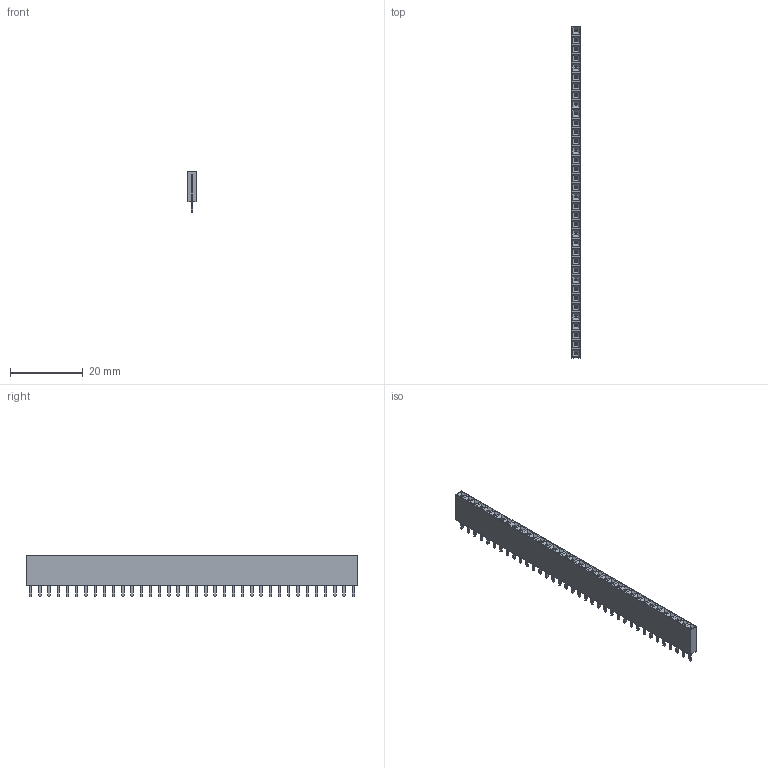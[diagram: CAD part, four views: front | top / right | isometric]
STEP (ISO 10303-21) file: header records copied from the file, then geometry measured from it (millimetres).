
FILE_DESCRIPTION(('FreeCAD Model'),'2;1');
FILE_NAME('Open CASCADE Shape Model','2023-05-12T03:20:10',( 'kicad StepUp'),('ksu MCAD'),'Open CASCADE STEP processor 7.6', 'FreeCAD','Unknown');
FILE_SCHEMA(('AUTOMOTIVE_DESIGN { 1 0 10303 214 1 1 1 1 }'));
Length unit declared in the file: millimetre
Products named in the file (38): Female_Header_1x36_P2.54_H8.5_straight; Pin_One035; Epoxy_Body035; Body678; Body679; Body680; Body681; Body682; Body683; Body684; Body685; Body686; Body675; Body687; Body688; Body689; Body690; Body691; Body692; Body693; Body694; Body695; Body696; Body697; Body698; Body699; Body700; Body701; Body702; Body703; Body704; Body705; Body706; Body707; Body708; Body709; Body710; Body711
Assembly tree (37 placements, depth 2):
  Female_Header_1x36_P2.54_H8.5_straight
    Pin_One035
    Epoxy_Body035
    Body678
    Body679
    Body680
    Body681
    Body682
    Body683
    Body684
    Body685
    Body686
    Body675
    Body687
    Body688
    Body689
    Body690
    Body691
    Body692
    Body693
    Body694
    Body695
    Body696
    Body697
    Body698
    Body699
    Body700
    Body701
    Body702
    Body703
    Body704
    Body705
    Body706
    Body707
    Body708
    Body709
    Body710
    Body711
Bounding box: 2.5 x 91.44 x 11.5 mm (x, y, z)
Volume: 1681.6 mm3; surface area: 4866 mm2
Topology: 37 solids, 37 shells, 1452 faces, 4062 edges, 2684 vertices
Faces by surface type: plane 1054, cylinder 254, bspline 144
Entity records: 47127 total; most frequent: CARTESIAN_POINT 8812, ORIENTED_EDGE 8124, DIRECTION 7190, EDGE_CURVE 4062, LINE 3338, VECTOR 3338, VERTEX_POINT 2684, AXIS2_PLACEMENT_3D 1926
